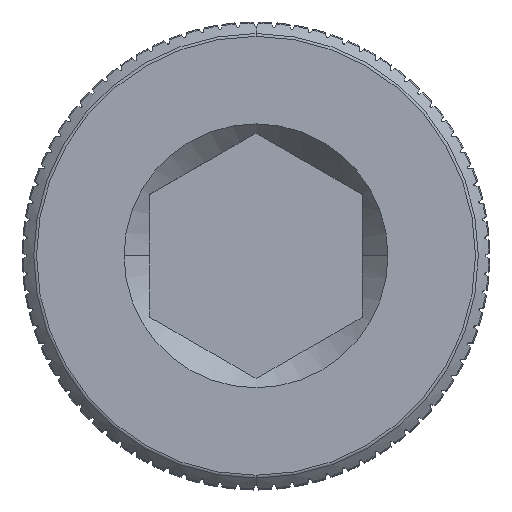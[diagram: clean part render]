
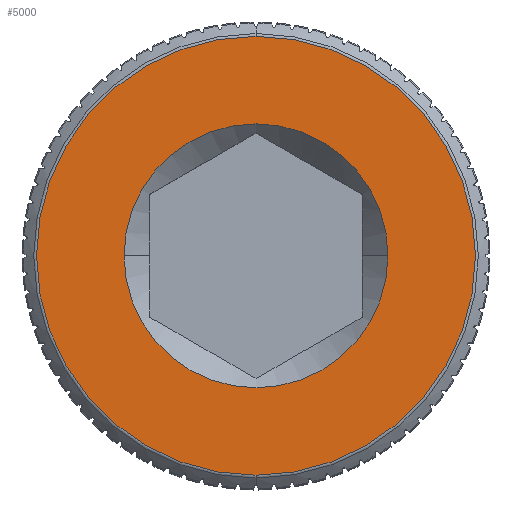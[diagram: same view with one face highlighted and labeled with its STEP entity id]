
A CAD part, top view. The second image highlights one B-rep face of the part: STEP entity #5000.
In plain terms, the highlighted planar face has unit normal (0, 0, 1).
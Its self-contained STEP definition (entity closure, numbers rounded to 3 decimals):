
#275 = EDGE_CURVE ( 'NONE', #728, #10528, #2908, .T. ) ;
#728 = VERTEX_POINT ( 'NONE', #23503 ) ;
#823 = FACE_BOUND ( 'NONE', #26526, .T. ) ;
#1330 = CARTESIAN_POINT ( 'NONE',  ( 0., 0., 9. ) ) ;
#1588 = AXIS2_PLACEMENT_3D ( 'NONE', #13373, #24872, #2245 ) ;
#1859 = ORIENTED_EDGE ( 'NONE', *, *, #16542, .F. ) ;
#1969 = ORIENTED_EDGE ( 'NONE', *, *, #275, .F. ) ;
#2245 = DIRECTION ( 'NONE',  ( 0., -1., 0. ) ) ;
#2908 = CIRCLE ( 'NONE', #21852, 2.581 ) ;
#3707 = DIRECTION ( 'NONE',  ( 1., 0., 0. ) ) ;
#4483 = EDGE_CURVE ( 'NONE', #19181, #5089, #28624, .T. ) ;
#4636 = ORIENTED_EDGE ( 'NONE', *, *, #4940, .F. ) ;
#4940 = EDGE_CURVE ( 'NONE', #5089, #19181, #18021, .T. ) ;
#5000 = ADVANCED_FACE ( 'NONE', ( #823, #20855 ), #10999, .T. ) ;
#5089 = VERTEX_POINT ( 'NONE', #11280 ) ;
#5148 = DIRECTION ( 'NONE',  ( 0., 1., 0. ) ) ;
#6445 = AXIS2_PLACEMENT_3D ( 'NONE', #27560, #22809, #5148 ) ;
#7586 = EDGE_LOOP ( 'NONE', ( #1859, #1969 ) ) ;
#8228 = DIRECTION ( 'NONE',  ( 0., 0., 1. ) ) ;
#8334 = CARTESIAN_POINT ( 'NONE',  ( 0., 0., 9. ) ) ;
#8643 = CARTESIAN_POINT ( 'NONE',  ( 1.552, 0., 9. ) ) ;
#8661 = CARTESIAN_POINT ( 'NONE',  ( 0., 0., 9. ) ) ;
#10457 = DIRECTION ( 'NONE',  ( 0., 0., -1. ) ) ;
#10528 = VERTEX_POINT ( 'NONE', #25143 ) ;
#10999 = PLANE ( 'NONE',  #1588 ) ;
#11280 = CARTESIAN_POINT ( 'NONE',  ( -1.552, 0., 9. ) ) ;
#13373 = CARTESIAN_POINT ( 'NONE',  ( 0., 0., 9. ) ) ;
#16542 = EDGE_CURVE ( 'NONE', #10528, #728, #24468, .T. ) ;
#17040 = DIRECTION ( 'NONE',  ( 0., 1., 0. ) ) ;
#18021 = CIRCLE ( 'NONE', #26282, 1.552 ) ;
#19181 = VERTEX_POINT ( 'NONE', #8643 ) ;
#19849 = DIRECTION ( 'NONE',  ( 1., 0., 0. ) ) ;
#20855 = FACE_OUTER_BOUND ( 'NONE', #7586, .T. ) ;
#21852 = AXIS2_PLACEMENT_3D ( 'NONE', #1330, #10457, #17040 ) ;
#22809 = DIRECTION ( 'NONE',  ( 0., 0., -1. ) ) ;
#23127 = ORIENTED_EDGE ( 'NONE', *, *, #4483, .F. ) ;
#23503 = CARTESIAN_POINT ( 'NONE',  ( 0., -2.581, 9. ) ) ;
#24105 = DIRECTION ( 'NONE',  ( 0., 0., 1. ) ) ;
#24360 = AXIS2_PLACEMENT_3D ( 'NONE', #8334, #8228, #3707 ) ;
#24468 = CIRCLE ( 'NONE', #6445, 2.581 ) ;
#24872 = DIRECTION ( 'NONE',  ( 0., 0., 1. ) ) ;
#25143 = CARTESIAN_POINT ( 'NONE',  ( 0., 2.581, 9. ) ) ;
#26282 = AXIS2_PLACEMENT_3D ( 'NONE', #8661, #24105, #19849 ) ;
#26526 = EDGE_LOOP ( 'NONE', ( #23127, #4636 ) ) ;
#27560 = CARTESIAN_POINT ( 'NONE',  ( 0., 0., 9. ) ) ;
#28624 = CIRCLE ( 'NONE', #24360, 1.552 ) ;
